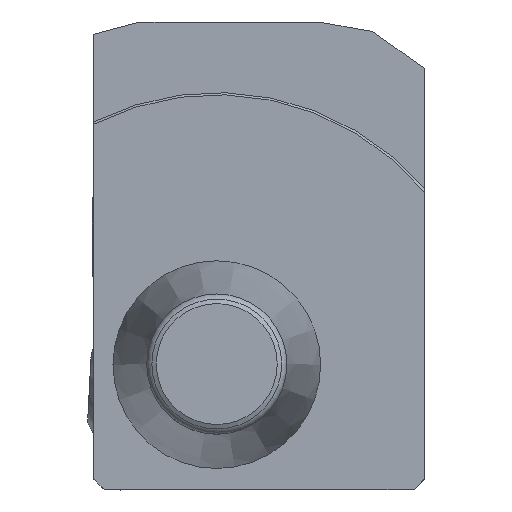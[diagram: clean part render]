
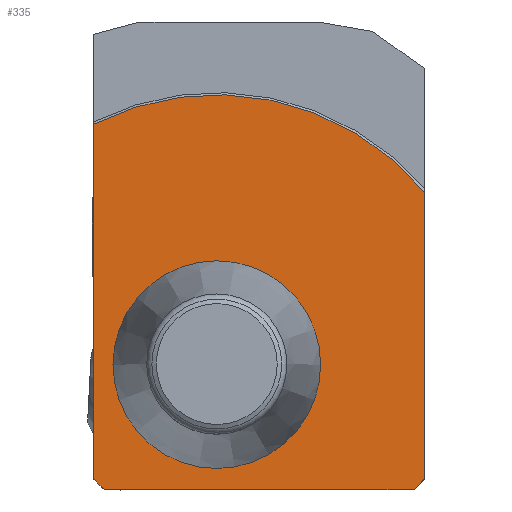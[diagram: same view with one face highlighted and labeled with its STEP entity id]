
A CAD part, top view. The second image highlights one B-rep face of the part: STEP entity #335.
In plain terms, the highlighted planar face has unit normal (0, 0, 1).
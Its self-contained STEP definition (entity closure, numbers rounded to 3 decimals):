
#124=FACE_BOUND('',#717,.T.);
#125=FACE_BOUND('',#718,.T.);
#173=CIRCLE('',#3094,13.);
#174=CIRCLE('',#3111,5.);
#335=ADVANCED_FACE('AL3_SU1',(#124,#125),#495,.T.);
#495=PLANE('',#3112);
#717=EDGE_LOOP('',(#1587));
#718=EDGE_LOOP('',(#1588,#1589,#1590,#1591,#1592,#1593));
#971=LINE('',#4374,#1226);
#977=LINE('',#4400,#1232);
#988=LINE('',#4421,#1243);
#990=LINE('',#4425,#1245);
#991=LINE('',#4427,#1246);
#1226=VECTOR('',#3444,1.);
#1232=VECTOR('',#3464,1.);
#1243=VECTOR('',#3489,1.);
#1245=VECTOR('',#3493,1.);
#1246=VECTOR('',#3496,1.);
#1587=ORIENTED_EDGE('',*,*,#2638,.T.);
#1588=ORIENTED_EDGE('',*,*,#2612,.F.);
#1589=ORIENTED_EDGE('',*,*,#2636,.T.);
#1590=ORIENTED_EDGE('',*,*,#2634,.F.);
#1591=ORIENTED_EDGE('',*,*,#2615,.T.);
#1592=ORIENTED_EDGE('',*,*,#2623,.T.);
#1593=ORIENTED_EDGE('',*,*,#2637,.T.);
#2326=VERTEX_POINT('',#4373);
#2327=VERTEX_POINT('',#4375);
#2328=VERTEX_POINT('',#4380);
#2329=VERTEX_POINT('',#4381);
#2331=VERTEX_POINT('',#4399);
#2335=VERTEX_POINT('',#4422);
#2336=VERTEX_POINT('',#4431);
#2612=EDGE_CURVE('',#2326,#2327,#971,.T.);
#2615=EDGE_CURVE('',#2328,#2329,#173,.T.);
#2623=EDGE_CURVE('',#2329,#2331,#977,.T.);
#2634=EDGE_CURVE('',#2328,#2335,#988,.T.);
#2636=EDGE_CURVE('',#2326,#2335,#990,.T.);
#2637=EDGE_CURVE('',#2331,#2327,#991,.T.);
#2638=EDGE_CURVE('',#2336,#2336,#174,.T.);
#3094=AXIS2_PLACEMENT_3D('',#4379,#3449,#3450);
#3111=AXIS2_PLACEMENT_3D('',#4430,#3501,#3502);
#3112=AXIS2_PLACEMENT_3D('',#4432,#3503,#3504);
#3444=DIRECTION('',(-1.,0.,0.));
#3449=DIRECTION('',(0.,0.,1.));
#3450=DIRECTION('',(-1.,0.,0.));
#3464=DIRECTION('',(0.,-1.,0.));
#3489=DIRECTION('',(0.,-1.,0.));
#3493=DIRECTION('',(0.707,0.707,0.));
#3496=DIRECTION('',(0.707,-0.707,0.));
#3501=DIRECTION('',(0.,0.,-1.));
#3502=DIRECTION('',(-1.,0.,0.));
#3503=DIRECTION('',(0.,0.,1.));
#3504=DIRECTION('',(1.,0.,0.));
#4373=CARTESIAN_POINT('',(9.5,-6.,0.));
#4374=CARTESIAN_POINT('',(12.025,-6.,0.));
#4375=CARTESIAN_POINT('',(-5.425,-6.,0.));
#4379=CARTESIAN_POINT('',(0.,0.,0.));
#4380=CARTESIAN_POINT('',(10.,8.307,0.));
#4381=CARTESIAN_POINT('',(-5.925,11.571,0.));
#4399=CARTESIAN_POINT('',(-5.925,-5.5,0.));
#4400=CARTESIAN_POINT('',(-5.925,0.,0.));
#4421=CARTESIAN_POINT('',(10.,0.,0.));
#4422=CARTESIAN_POINT('',(10.,-5.5,0.));
#4425=CARTESIAN_POINT('',(9.5,-6.,0.));
#4427=CARTESIAN_POINT('',(-5.425,-6.,0.));
#4430=CARTESIAN_POINT('',(0.,0.,0.));
#4431=CARTESIAN_POINT('',(-5.,0.,0.));
#4432=CARTESIAN_POINT('',(2.038,3.5,0.));
